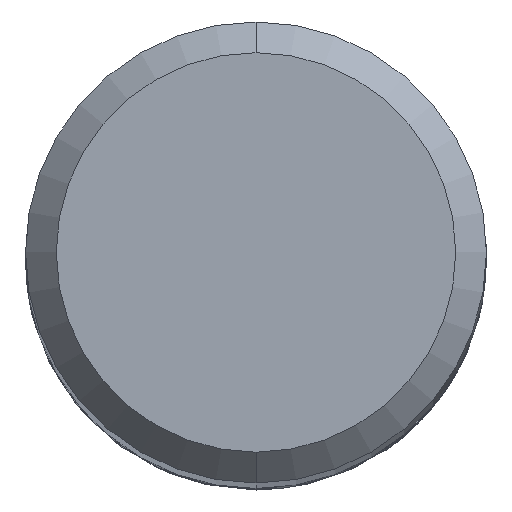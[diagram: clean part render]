
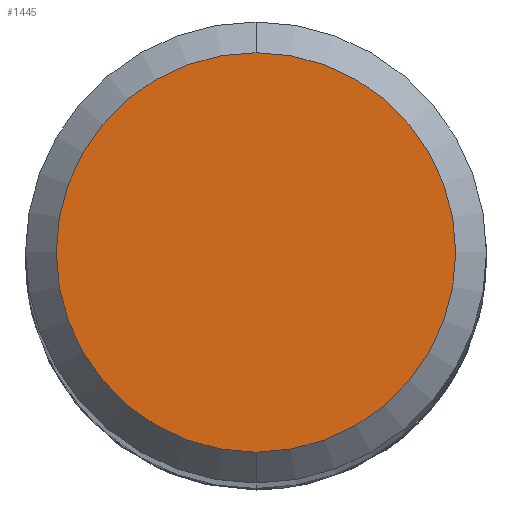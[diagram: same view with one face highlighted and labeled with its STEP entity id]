
A CAD part, top view. The second image highlights one B-rep face of the part: STEP entity #1445.
In plain terms, the highlighted planar face has unit normal (0, 0, 1).
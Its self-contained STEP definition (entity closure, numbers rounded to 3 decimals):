
#629=VERTEX_POINT('',#1795);
#631=EDGE_CURVE('',#629,#681,#1797,.T.);
#681=VERTEX_POINT('',#1849);
#1369=EDGE_CURVE('',#681,#629,#2598,.T.);
#1445=ADVANCED_FACE('',(#2682),#2683,.T.);
#1795=CARTESIAN_POINT('',(0.0,2.6,0.0));
#1797=CIRCLE('',#3492,2.6);
#1849=CARTESIAN_POINT('',(0.,-2.6,0.0));
#2598=CIRCLE('',#10578,2.6);
#2682=FACE_OUTER_BOUND('',#11397,.T.);
#2683=PLANE('',#11398);
#3492=AXIS2_PLACEMENT_3D('',#13684,#13685,#13686);
#10578=AXIS2_PLACEMENT_3D('',#14517,#14518,#14519);
#11397=EDGE_LOOP('',(#14615,#14616));
#11398=AXIS2_PLACEMENT_3D('',#14617,#14618,#14619);
#13684=CARTESIAN_POINT('',(0.0,0.0,0.0));
#13685=DIRECTION('',(0.0,0.0,-1.0));
#13686=DIRECTION('',(0.0,1.0,0.0));
#14517=CARTESIAN_POINT('',(0.0,0.0,0.0));
#14518=DIRECTION('',(0.0,0.0,-1.0));
#14519=DIRECTION('',(0.0,1.0,0.0));
#14615=ORIENTED_EDGE('',*,*,#631,.F.);
#14616=ORIENTED_EDGE('',*,*,#1369,.F.);
#14617=CARTESIAN_POINT('',(0.0,1.3,0.0));
#14618=DIRECTION('',(-0.0,0.0,1.0));
#14619=DIRECTION('',(0.0,-1.0,0.0));
